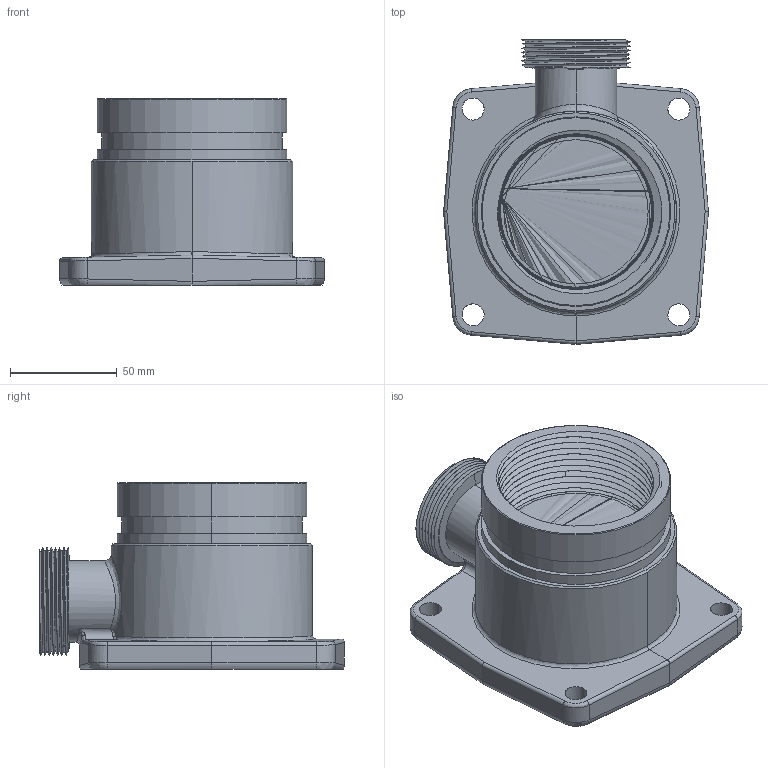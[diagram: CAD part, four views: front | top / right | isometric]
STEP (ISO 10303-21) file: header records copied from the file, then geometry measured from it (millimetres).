
FILE_DESCRIPTION((''),'2;1');
FILE_NAME('C40310','2006-12-12T',('bmill'),(''),'PRO/ENGINEER BY PARAMETRIC TECHNOLOGY CORPORATION, 2005110','PRO/ENGINEER BY PARAMETRIC TECHNOLOGY CORPORATION, 2005110','');
FILE_SCHEMA(('CONFIG_CONTROL_DESIGN'));
Length unit declared in the file: inch
Products named in the file (1): C40310
Bounding box: 124.22 x 142.87 x 87.33 mm (x, y, z)
Volume: 371946.4 mm3; surface area: 93528 mm2
Topology: 1 solids, 1 shells, 148 faces, 362 edges, 220 vertices
Faces by surface type: cylinder 61, bspline 36, cone 28, plane 19, extrusion 2, torus 2
Entity records: 10523 total; most frequent: CARTESIAN_POINT 7419, ORIENTED_EDGE 720, DIRECTION 486, EDGE_CURVE 360, VERTEX_POINT 220, AXIS2_PLACEMENT_3D 184, B_SPLINE_CURVE_WITH_KNOTS 172, EDGE_LOOP 166
